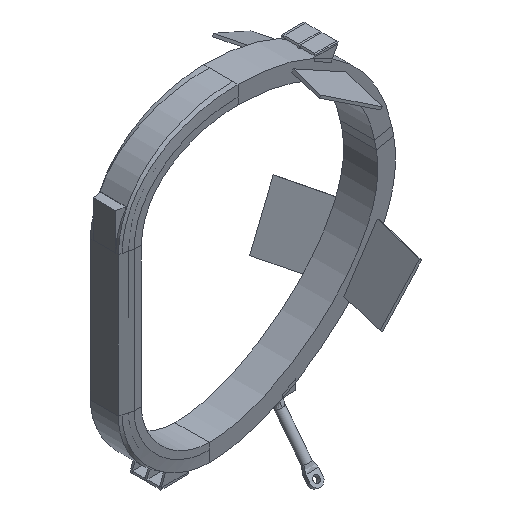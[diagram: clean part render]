
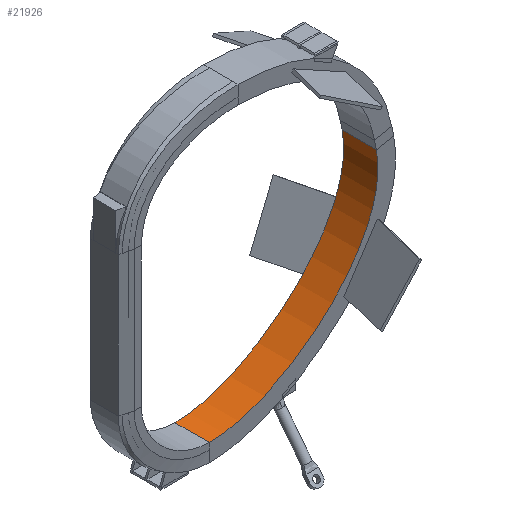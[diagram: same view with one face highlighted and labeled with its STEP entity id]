
A CAD part, isometric view. The second image highlights one B-rep face of the part: STEP entity #21926.
In plain terms, the highlighted free-form (B-spline) face has degree [1, 3] with [2, 4] control points.
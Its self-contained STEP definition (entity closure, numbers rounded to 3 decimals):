
#9383 = PLANE('',#9384);
#9384 = AXIS2_PLACEMENT_3D('',#9385,#9386,#9387);
#9385 = CARTESIAN_POINT('',(14.875,0.992,-5.032
    ));
#9386 = DIRECTION('',(0.,-1.,0.));
#9387 = DIRECTION('',(-0.702,0.,0.712)
  );
#10649 = PLANE('',#10650);
#10650 = AXIS2_PLACEMENT_3D('',#10651,#10652,#10653);
#10651 = CARTESIAN_POINT('',(14.875,-0.992,
    -5.032));
#10652 = DIRECTION('',(0.,1.,0.));
#10653 = DIRECTION('',(0.702,0.,-0.712
    ));
#13966 = PLANE('',#13967);
#13967 = AXIS2_PLACEMENT_3D('',#13968,#13969,#13970);
#13968 = CARTESIAN_POINT('',(17.974,0.,1.614));
#13969 = DIRECTION('',(0.981,-0.,0.196));
#13970 = DIRECTION('',(-0.,-1.,0.));
#13981 = VERTEX_POINT('',#13982);
#13982 = CARTESIAN_POINT('',(18.028,-0.992,
    1.346));
#14530 = VERTEX_POINT('',#14531);
#14531 = CARTESIAN_POINT('',(18.028,0.992,
    1.346));
#18898 = B_SPLINE_SURFACE_WITH_KNOTS('',1,3,(
    (#18899,#18900,#18901,#18902)
    ,(#18903,#18904,#18905,#18906
    )),.UNSPECIFIED.,.F.,.F.,.F.,(2,2),(4,4),(2.,3.),(0.,1.),
  .PIECEWISE_BEZIER_KNOTS.);
#18899 = CARTESIAN_POINT('',(8.367,-0.992,
    -8.471));
#18900 = CARTESIAN_POINT('',(6.38,-0.992,
    -8.471));
#18901 = CARTESIAN_POINT('',(4.449,-0.992,
    -6.642));
#18902 = CARTESIAN_POINT('',(4.449,-0.992,
    -4.712));
#18903 = CARTESIAN_POINT('',(8.367,0.992,
    -8.471));
#18904 = CARTESIAN_POINT('',(6.38,0.992,
    -8.471));
#18905 = CARTESIAN_POINT('',(4.449,0.992,-6.642
    ));
#18906 = CARTESIAN_POINT('',(4.449,0.992,-4.712
    ));
#18938 = VERTEX_POINT('',#18939);
#18939 = CARTESIAN_POINT('',(8.367,0.992,
    -8.471));
#18987 = EDGE_CURVE('',#14530,#18938,#18988,.T.);
#18988 = SURFACE_CURVE('',#18989,(#19002,#19018),.PCURVE_S1.);
#18989 = B_SPLINE_CURVE_WITH_KNOTS('',11,(#18990,#18991,#18992,#18993,
    #18994,#18995,#18996,#18997,#18998,#18999,#19000,#19001),
  .UNSPECIFIED.,.F.,.F.,(12,12),(0.,1.),.PIECEWISE_BEZIER_KNOTS.);
#18990 = CARTESIAN_POINT('',(18.028,0.992,
    1.346));
#18991 = CARTESIAN_POINT('',(18.279,0.992,
    0.09));
#18992 = CARTESIAN_POINT('',(18.147,0.992,
    -1.2));
#18993 = CARTESIAN_POINT('',(17.684,0.992,
    -2.487));
#18994 = CARTESIAN_POINT('',(16.942,0.992,
    -3.736));
#18995 = CARTESIAN_POINT('',(15.975,0.992,
    -4.913));
#18996 = CARTESIAN_POINT('',(14.835,0.992,
    -5.981));
#18997 = CARTESIAN_POINT('',(13.573,0.992,
    -6.907));
#18998 = CARTESIAN_POINT('',(12.243,0.992,
    -7.653));
#18999 = CARTESIAN_POINT('',(10.897,0.992,
    -8.186));
#19000 = CARTESIAN_POINT('',(9.588,0.992,
    -8.471));
#19001 = CARTESIAN_POINT('',(8.367,0.992,
    -8.471));
#19002 = PCURVE('',#9383,#19003);
#19003 = DEFINITIONAL_REPRESENTATION('',(#19004),#19017);
#19004 = B_SPLINE_CURVE_WITH_KNOTS('',11,(#19005,#19006,#19007,#19008,
    #19009,#19010,#19011,#19012,#19013,#19014,#19015,#19016),
  .UNSPECIFIED.,.F.,.F.,(12,12),(0.,1.),.PIECEWISE_BEZIER_KNOTS.);
#19005 = CARTESIAN_POINT('',(2.33,-6.723));
#19006 = CARTESIAN_POINT('',(1.258,-6.02));
#19007 = CARTESIAN_POINT('',(0.433,-5.021));
#19008 = CARTESIAN_POINT('',(-0.159,-3.788));
#19009 = CARTESIAN_POINT('',(-0.528,-2.383));
#19010 = CARTESIAN_POINT('',(-0.687,-0.868));
#19011 = CARTESIAN_POINT('',(-0.648,0.694));
#19012 = CARTESIAN_POINT('',(-0.421,2.242));
#19013 = CARTESIAN_POINT('',(-0.02,3.714));
#19014 = CARTESIAN_POINT('',(0.545,5.046));
#19015 = CARTESIAN_POINT('',(1.262,6.179));
#19016 = CARTESIAN_POINT('',(2.119,7.048));
#19017 = ( GEOMETRIC_REPRESENTATION_CONTEXT(2) 
PARAMETRIC_REPRESENTATION_CONTEXT() REPRESENTATION_CONTEXT('2D SPACE',''
  ) );
#19018 = PCURVE('',#19019,#19028);
#19019 = B_SPLINE_SURFACE_WITH_KNOTS('',1,3,(
    (#19020,#19021,#19022,#19023)
    ,(#19024,#19025,#19026,#19027
    )),.UNSPECIFIED.,.F.,.F.,.F.,(2,2),(4,4),(1.,2.),(0.,1.),
  .PIECEWISE_BEZIER_KNOTS.);
#19020 = CARTESIAN_POINT('',(18.028,0.992,
    1.346));
#19021 = CARTESIAN_POINT('',(18.948,0.992,
    -3.261));
#19022 = CARTESIAN_POINT('',(12.843,0.992,
    -8.471));
#19023 = CARTESIAN_POINT('',(8.367,0.992,
    -8.471));
#19024 = CARTESIAN_POINT('',(18.028,-0.992,
    1.346));
#19025 = CARTESIAN_POINT('',(18.948,-0.992,
    -3.261));
#19026 = CARTESIAN_POINT('',(12.843,-0.992,
    -8.471));
#19027 = CARTESIAN_POINT('',(8.367,-0.992,
    -8.471));
#19028 = DEFINITIONAL_REPRESENTATION('',(#19029),#19032);
#19029 = B_SPLINE_CURVE_WITH_KNOTS('',1,(#19030,#19031),.UNSPECIFIED.,
  .F.,.F.,(2,2),(0.,1.),.PIECEWISE_BEZIER_KNOTS.);
#19030 = CARTESIAN_POINT('',(1.,0.));
#19031 = CARTESIAN_POINT('',(1.,1.));
#19032 = ( GEOMETRIC_REPRESENTATION_CONTEXT(2) 
PARAMETRIC_REPRESENTATION_CONTEXT() REPRESENTATION_CONTEXT('2D SPACE',''
  ) );
#19519 = EDGE_CURVE('',#13981,#19520,#19522,.T.);
#19520 = VERTEX_POINT('',#19521);
#19521 = CARTESIAN_POINT('',(8.367,-0.992,
    -8.471));
#19522 = SURFACE_CURVE('',#19523,(#19528,#19536),.PCURVE_S1.);
#19523 = B_SPLINE_CURVE_WITH_KNOTS('',3,(#19524,#19525,#19526,#19527),
  .UNSPECIFIED.,.F.,.F.,(4,4),(0.,1.),.PIECEWISE_BEZIER_KNOTS.);
#19524 = CARTESIAN_POINT('',(18.028,-0.992,
    1.346));
#19525 = CARTESIAN_POINT('',(18.948,-0.992,
    -3.261));
#19526 = CARTESIAN_POINT('',(12.843,-0.992,
    -8.471));
#19527 = CARTESIAN_POINT('',(8.367,-0.992,
    -8.471));
#19528 = PCURVE('',#10649,#19529);
#19529 = DEFINITIONAL_REPRESENTATION('',(#19530),#19535);
#19530 = B_SPLINE_CURVE_WITH_KNOTS('',3,(#19531,#19532,#19533,#19534),
  .UNSPECIFIED.,.F.,.F.,(4,4),(0.,1.),.PIECEWISE_BEZIER_KNOTS.);
#19531 = CARTESIAN_POINT('',(-2.33,-6.723));
#19532 = CARTESIAN_POINT('',(1.598,-4.145));
#19533 = CARTESIAN_POINT('',(1.023,3.86));
#19534 = CARTESIAN_POINT('',(-2.119,7.048));
#19535 = ( GEOMETRIC_REPRESENTATION_CONTEXT(2) 
PARAMETRIC_REPRESENTATION_CONTEXT() REPRESENTATION_CONTEXT('2D SPACE',''
  ) );
#19536 = PCURVE('',#19019,#19537);
#19537 = DEFINITIONAL_REPRESENTATION('',(#19538),#19542);
#19538 = LINE('',#19539,#19540);
#19539 = CARTESIAN_POINT('',(2.,0.));
#19540 = VECTOR('',#19541,1.);
#19541 = DIRECTION('',(0.,1.));
#19542 = ( GEOMETRIC_REPRESENTATION_CONTEXT(2) 
PARAMETRIC_REPRESENTATION_CONTEXT() REPRESENTATION_CONTEXT('2D SPACE',''
  ) );
#20838 = EDGE_CURVE('',#14530,#13981,#20839,.T.);
#20839 = SURFACE_CURVE('',#20840,(#20843,#20849),.PCURVE_S1.);
#20840 = B_SPLINE_CURVE_WITH_KNOTS('',1,(#20841,#20842),.UNSPECIFIED.,
  .F.,.F.,(2,2),(1.,2.),.PIECEWISE_BEZIER_KNOTS.);
#20841 = CARTESIAN_POINT('',(18.028,0.992,
    1.346));
#20842 = CARTESIAN_POINT('',(18.028,-0.992,
    1.346));
#20843 = PCURVE('',#13966,#20844);
#20844 = DEFINITIONAL_REPRESENTATION('',(#20845),#20848);
#20845 = B_SPLINE_CURVE_WITH_KNOTS('',1,(#20846,#20847),.UNSPECIFIED.,
  .F.,.F.,(2,2),(1.,2.),.PIECEWISE_BEZIER_KNOTS.);
#20846 = CARTESIAN_POINT('',(-0.992,0.273));
#20847 = CARTESIAN_POINT('',(0.992,0.273));
#20848 = ( GEOMETRIC_REPRESENTATION_CONTEXT(2) 
PARAMETRIC_REPRESENTATION_CONTEXT() REPRESENTATION_CONTEXT('2D SPACE',''
  ) );
#20849 = PCURVE('',#19019,#20850);
#20850 = DEFINITIONAL_REPRESENTATION('',(#20851),#20854);
#20851 = B_SPLINE_CURVE_WITH_KNOTS('',1,(#20852,#20853),.UNSPECIFIED.,
  .F.,.F.,(2,2),(1.,2.),.PIECEWISE_BEZIER_KNOTS.);
#20852 = CARTESIAN_POINT('',(1.,0.));
#20853 = CARTESIAN_POINT('',(2.,0.));
#20854 = ( GEOMETRIC_REPRESENTATION_CONTEXT(2) 
PARAMETRIC_REPRESENTATION_CONTEXT() REPRESENTATION_CONTEXT('2D SPACE',''
  ) );
#21797 = EDGE_CURVE('',#18938,#19520,#21798,.T.);
#21798 = SURFACE_CURVE('',#21799,(#21802,#21808),.PCURVE_S1.);
#21799 = B_SPLINE_CURVE_WITH_KNOTS('',1,(#21800,#21801),.UNSPECIFIED.,
  .F.,.F.,(2,2),(1.,2.),.PIECEWISE_BEZIER_KNOTS.);
#21800 = CARTESIAN_POINT('',(8.367,0.992,
    -8.471));
#21801 = CARTESIAN_POINT('',(8.367,-0.992,
    -8.471));
#21802 = PCURVE('',#18898,#21803);
#21803 = DEFINITIONAL_REPRESENTATION('',(#21804),#21807);
#21804 = B_SPLINE_CURVE_WITH_KNOTS('',1,(#21805,#21806),.UNSPECIFIED.,
  .F.,.F.,(2,2),(1.,2.),.PIECEWISE_BEZIER_KNOTS.);
#21805 = CARTESIAN_POINT('',(3.,0.));
#21806 = CARTESIAN_POINT('',(2.,0.));
#21807 = ( GEOMETRIC_REPRESENTATION_CONTEXT(2) 
PARAMETRIC_REPRESENTATION_CONTEXT() REPRESENTATION_CONTEXT('2D SPACE',''
  ) );
#21808 = PCURVE('',#19019,#21809);
#21809 = DEFINITIONAL_REPRESENTATION('',(#21810),#21814);
#21810 = LINE('',#21811,#21812);
#21811 = CARTESIAN_POINT('',(0.,1.));
#21812 = VECTOR('',#21813,1.);
#21813 = DIRECTION('',(1.,0.));
#21814 = ( GEOMETRIC_REPRESENTATION_CONTEXT(2) 
PARAMETRIC_REPRESENTATION_CONTEXT() REPRESENTATION_CONTEXT('2D SPACE',''
  ) );
#21926 = ADVANCED_FACE('',(#21927),#19019,.F.);
#21927 = FACE_BOUND('',#21928,.F.);
#21928 = EDGE_LOOP('',(#21929,#21930,#21931,#21932));
#21929 = ORIENTED_EDGE('',*,*,#18987,.F.);
#21930 = ORIENTED_EDGE('',*,*,#20838,.T.);
#21931 = ORIENTED_EDGE('',*,*,#19519,.T.);
#21932 = ORIENTED_EDGE('',*,*,#21797,.F.);
